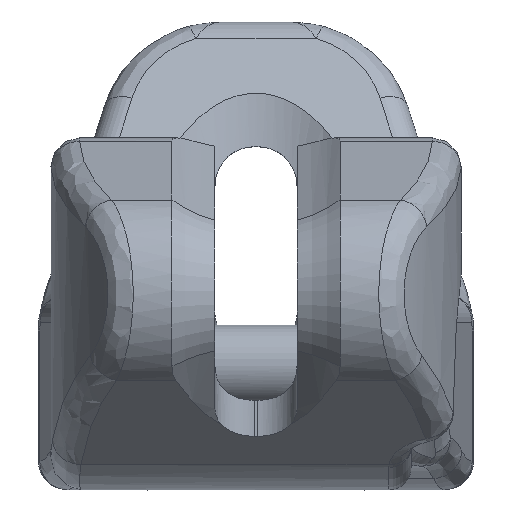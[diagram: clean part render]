
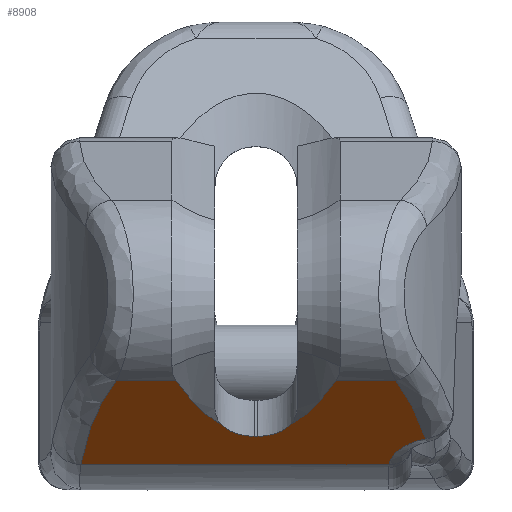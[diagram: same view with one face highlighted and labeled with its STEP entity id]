
A CAD part, front view. The second image highlights one B-rep face of the part: STEP entity #8908.
In plain terms, the highlighted planar face has unit normal (0, -0.5, -0.866).
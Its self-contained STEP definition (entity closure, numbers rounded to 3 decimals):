
#1015=CARTESIAN_POINT('',(38.021,-122.929,
-32.504));
#1016=CARTESIAN_POINT('',(37.475,-122.732,
-32.618));
#1017=CARTESIAN_POINT('',(36.419,-122.275,
-32.882));
#1018=CARTESIAN_POINT('',(34.928,-121.387,
-33.395));
#1019=CARTESIAN_POINT('',(33.579,-120.318,
-34.013));
#1020=CARTESIAN_POINT('',(32.392,-119.077,
-34.73));
#1021=CARTESIAN_POINT('',(31.393,-117.68,
-35.538));
#1022=CARTESIAN_POINT('',(30.612,-116.154,
-36.42));
#1023=CARTESIAN_POINT('',(30.077,-114.535,
-37.356));
#1024=CARTESIAN_POINT('',(29.893,-113.442,
-37.988));
#1025=CARTESIAN_POINT('',(29.843,-112.888,
-38.308));
#1027=DIRECTION('',(-1.,0.,0.));
#1028=VECTOR('',#1027,69.131);
#1029=CARTESIAN_POINT('',(29.843,-112.888,
-38.308));
#1030=LINE('',#1029,#1028);
#1031=DIRECTION('',(-1.,0.,0.));
#1032=VECTOR('',#1031,13.326);
#1033=CARTESIAN_POINT('',(-18.003,-145.61,
-19.393));
#1034=LINE('',#1033,#1032);
#1035=DIRECTION('',(1.,0.,0.));
#1036=VECTOR('',#1035,13.326);
#1037=CARTESIAN_POINT('',(18.003,-145.61,
-19.393));
#1038=LINE('',#1037,#1036);
#1039=CARTESIAN_POINT('',(31.329,-145.61,
-19.393));
#1040=CARTESIAN_POINT('',(32.353,-143.188,
-20.793));
#1041=CARTESIAN_POINT('',(34.214,-138.278,
-23.631));
#1042=CARTESIAN_POINT('',(36.455,-130.689,
-28.018));
#1043=CARTESIAN_POINT('',(37.563,-125.534,
-30.998));
#1044=CARTESIAN_POINT('',(38.021,-122.929,
-32.504));
#1046=CARTESIAN_POINT('',(-39.288,-112.888,
-38.308));
#1047=CARTESIAN_POINT('',(-39.069,-115.715,
-36.674));
#1048=CARTESIAN_POINT('',(-38.405,-121.326,
-33.431));
#1049=CARTESIAN_POINT('',(-36.733,-129.636,
-28.627));
#1050=CARTESIAN_POINT('',(-34.4,-137.765,
-23.928));
#1051=CARTESIAN_POINT('',(-32.424,-143.02,
-20.89));
#1052=CARTESIAN_POINT('',(-31.329,-145.61,
-19.393));
#1272=DIRECTION('',(-1.,0.,0.));
#1273=VECTOR('',#1272,0.8);
#1274=CARTESIAN_POINT('',(0.4,-123.908,-31.938));
#1275=LINE('',#1274,#1273);
#1356=CARTESIAN_POINT('',(-7.784,-128.441,
-29.318));
#1357=CARTESIAN_POINT('',(-6.995,-127.068,
-30.111));
#1358=CARTESIAN_POINT('',(-5.481,-125.472,
-31.034));
#1359=CARTESIAN_POINT('',(-2.853,-124.194,
-31.773));
#1360=CARTESIAN_POINT('',(-1.286,-123.908,
-31.938));
#1361=CARTESIAN_POINT('',(-0.4,-123.908,-31.938));
#1363=CARTESIAN_POINT('',(-7.784,-128.441,
-29.318));
#2427=CARTESIAN_POINT('',(-18.003,-145.61,
-19.393));
#2429=CARTESIAN_POINT('',(-31.329,-145.61,
-19.393));
#2860=CARTESIAN_POINT('',(-18.003,-145.61,
-19.393));
#2861=CARTESIAN_POINT('',(-16.783,-142.5,
-21.191));
#2862=CARTESIAN_POINT('',(-14.743,-137.943,
-23.825));
#2863=CARTESIAN_POINT('',(-11.233,-132.274,
-27.102));
#2864=CARTESIAN_POINT('',(-9.069,-129.649,
-28.62));
#2865=CARTESIAN_POINT('',(-7.784,-128.441,
-29.318));
#3461=CARTESIAN_POINT('',(38.021,-122.929,
-32.504));
#3471=CARTESIAN_POINT('',(31.329,-145.61,
-19.393));
#3519=CARTESIAN_POINT('',(18.003,-145.61,
-19.393));
#3530=CARTESIAN_POINT('',(18.003,-145.61,
-19.393));
#3531=CARTESIAN_POINT('',(16.783,-142.5,
-21.191));
#3532=CARTESIAN_POINT('',(14.743,-137.943,
-23.825));
#3533=CARTESIAN_POINT('',(11.233,-132.274,
-27.102));
#3534=CARTESIAN_POINT('',(9.069,-129.649,
-28.62));
#3535=CARTESIAN_POINT('',(7.784,-128.441,
-29.318));
#3557=CARTESIAN_POINT('',(7.784,-128.441,
-29.318));
#3566=CARTESIAN_POINT('',(7.784,-128.441,
-29.318));
#3567=CARTESIAN_POINT('',(6.995,-127.068,
-30.111));
#3568=CARTESIAN_POINT('',(5.481,-125.472,
-31.034));
#3569=CARTESIAN_POINT('',(2.853,-124.194,
-31.773));
#3570=CARTESIAN_POINT('',(1.286,-123.908,
-31.938));
#3571=CARTESIAN_POINT('',(0.4,-123.908,-31.938));
#5893=VERTEX_POINT('',#3519);
#5902=VERTEX_POINT('',#3557);
#5903=VERTEX_POINT('',#3571);
#5939=VERTEX_POINT('',#3471);
#6047=VERTEX_POINT('',#2427);
#6056=VERTEX_POINT('',#1363);
#6057=VERTEX_POINT('',#1361);
#6093=VERTEX_POINT('',#2429);
#6095=VERTEX_POINT('',#1046);
#6772=VERTEX_POINT('',#3461);
#6774=VERTEX_POINT('',#1025);
#8881=CARTESIAN_POINT('',(0.,-145.61,-19.393));
#8882=DIRECTION('',(0.,-0.5,-0.866));
#8883=DIRECTION('',(0.,0.866,-0.5));
#8884=AXIS2_PLACEMENT_3D('',#8881,#8882,#8883);
#8885=PLANE('',#8884);
#8886=ORIENTED_EDGE('',*,*,#8875,.T.);
#8887=ORIENTED_EDGE('',*,*,#8159,.T.);
#8889=ORIENTED_EDGE('',*,*,#8888,.T.);
#8891=ORIENTED_EDGE('',*,*,#8890,.F.);
#8893=ORIENTED_EDGE('',*,*,#8892,.T.);
#8895=ORIENTED_EDGE('',*,*,#8894,.T.);
#8897=ORIENTED_EDGE('',*,*,#8896,.F.);
#8899=ORIENTED_EDGE('',*,*,#8898,.F.);
#8901=ORIENTED_EDGE('',*,*,#8900,.F.);
#8903=ORIENTED_EDGE('',*,*,#8902,.T.);
#8905=ORIENTED_EDGE('',*,*,#8904,.T.);
#8906=EDGE_LOOP('',(#8886,#8887,#8889,#8891,#8893,#8895,#8897,#8899,#8901,#8903,
#8905));
#8907=FACE_OUTER_BOUND('',#8906,.F.);
#8908=ADVANCED_FACE('',(#8907),#8885,.T.);
#1026=B_SPLINE_CURVE_WITH_KNOTS('',3,(#1015,#1016,#1017,#1018,#1019,#1020,#1021,
#1022,#1023,#1024,#1025),.UNSPECIFIED.,.F.,.F.,(4,1,1,1,1,1,1,1,4),(0.,
0.125,0.25,0.375,0.5,0.625,0.75,0.875,1.),.UNSPECIFIED.);
#1045=B_SPLINE_CURVE_WITH_KNOTS('',3,(#1039,#1040,#1041,#1042,#1043,#1044),
.UNSPECIFIED.,.F.,.F.,(4,1,1,4),(0.,0.333,0.667,1.),
.UNSPECIFIED.);
#1053=B_SPLINE_CURVE_WITH_KNOTS('',3,(#1046,#1047,#1048,#1049,#1050,#1051,
#1052),.UNSPECIFIED.,.F.,.F.,(4,1,1,1,4),(0.,0.25,0.5,0.75,1.),
.UNSPECIFIED.);
#1362=B_SPLINE_CURVE_WITH_KNOTS('',3,(#1356,#1357,#1358,#1359,#1360,#1361),
.UNSPECIFIED.,.F.,.F.,(4,1,1,4),(0.,0.5,0.75,1.),.UNSPECIFIED.);
#2866=B_SPLINE_CURVE_WITH_KNOTS('',3,(#2860,#2861,#2862,#2863,#2864,#2865),
.UNSPECIFIED.,.F.,.F.,(4,1,1,4),(0.,0.5,0.75,1.),.UNSPECIFIED.);
#3536=B_SPLINE_CURVE_WITH_KNOTS('',3,(#3530,#3531,#3532,#3533,#3534,#3535),
.UNSPECIFIED.,.F.,.F.,(4,1,1,4),(0.,0.5,0.75,1.),.UNSPECIFIED.);
#3572=B_SPLINE_CURVE_WITH_KNOTS('',3,(#3566,#3567,#3568,#3569,#3570,#3571),
.UNSPECIFIED.,.F.,.F.,(4,1,1,4),(0.,0.5,0.75,1.),.UNSPECIFIED.);
#8159=EDGE_CURVE('',#6774,#6095,#1030,.T.);
#8875=EDGE_CURVE('',#6772,#6774,#1026,.T.);
#8888=EDGE_CURVE('',#6095,#6093,#1053,.T.);
#8890=EDGE_CURVE('',#6047,#6093,#1034,.T.);
#8892=EDGE_CURVE('',#6047,#6056,#2866,.T.);
#8894=EDGE_CURVE('',#6056,#6057,#1362,.T.);
#8896=EDGE_CURVE('',#5903,#6057,#1275,.T.);
#8898=EDGE_CURVE('',#5902,#5903,#3572,.T.);
#8900=EDGE_CURVE('',#5893,#5902,#3536,.T.);
#8902=EDGE_CURVE('',#5893,#5939,#1038,.T.);
#8904=EDGE_CURVE('',#5939,#6772,#1045,.T.);
